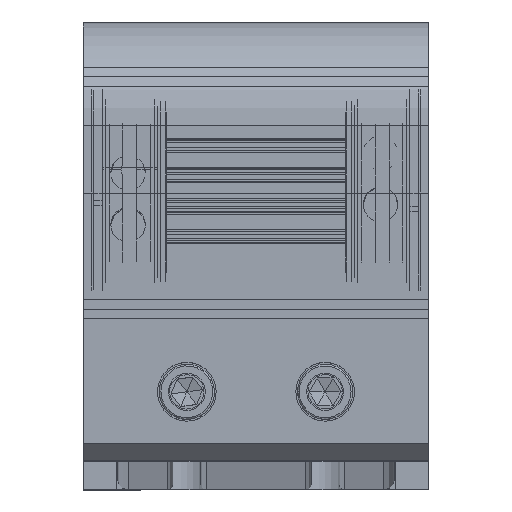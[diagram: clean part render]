
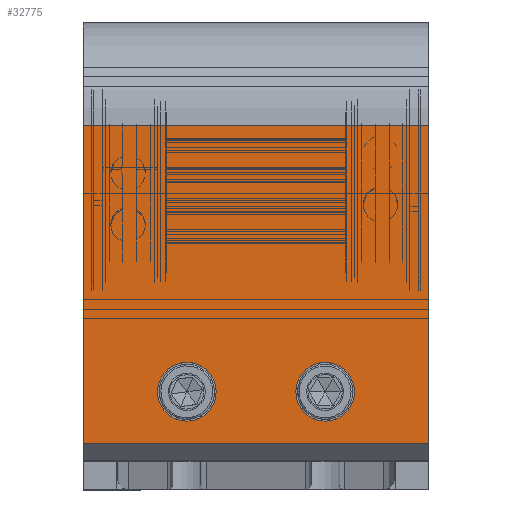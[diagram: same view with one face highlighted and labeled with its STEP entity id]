
A CAD part, top view. The second image highlights one B-rep face of the part: STEP entity #32775.
In plain terms, the highlighted planar face has unit normal (0, 0, 1).
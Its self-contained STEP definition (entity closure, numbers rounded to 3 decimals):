
#5531 = ORIENTED_EDGE ( 'NONE', *, *, #167691, .F. ) ;
#8637 = CIRCLE ( 'NONE', #352459, 8.5 ) ;
#8786 = CIRCLE ( 'NONE', #59709, 8.5 ) ;
#32775 = ADVANCED_FACE ( 'NONE', ( #304589, #142975, #264708 ), #386376, .F. ) ;
#36483 = DIRECTION ( 'NONE',  ( 0., -1., 0. ) ) ;
#38875 = VERTEX_POINT ( 'NONE', #254589 ) ;
#39840 = VERTEX_POINT ( 'NONE', #100699 ) ;
#40853 = VECTOR ( 'NONE', #88336, 1000. ) ;
#46866 = DIRECTION ( 'NONE',  ( 1., 0., 0. ) ) ;
#59709 = AXIS2_PLACEMENT_3D ( 'NONE', #108732, #258361, #314318 ) ;
#69797 = CARTESIAN_POINT ( 'NONE',  ( 180.158, 218.108, 657.202 ) ) ;
#72736 = EDGE_CURVE ( 'NONE', #224006, #270887, #213929, .T. ) ;
#74755 = AXIS2_PLACEMENT_3D ( 'NONE', #132764, #376059, #318314 ) ;
#79979 = CARTESIAN_POINT ( 'NONE',  ( 201.658, 295.108, 657.202 ) ) ;
#82391 = EDGE_CURVE ( 'NONE', #268541, #38875, #8786, .T. ) ;
#88336 = DIRECTION ( 'NONE',  ( 0., -1., 0. ) ) ;
#90571 = EDGE_LOOP ( 'NONE', ( #146300, #185705, #378864, #360842 ) ) ;
#97060 = VERTEX_POINT ( 'NONE', #69797 ) ;
#100668 = EDGE_CURVE ( 'NONE', #97060, #281252, #265732, .T. ) ;
#100699 = CARTESIAN_POINT ( 'NONE',  ( 101.658, 295.108, 657.202 ) ) ;
#108732 = CARTESIAN_POINT ( 'NONE',  ( 131.658, 218.108, 657.202 ) ) ;
#112568 = CARTESIAN_POINT ( 'NONE',  ( 171.658, 218.108, 657.202 ) ) ;
#118976 = DIRECTION ( 'NONE',  ( 1., 0., 0. ) ) ;
#120012 = CARTESIAN_POINT ( 'NONE',  ( 201.658, 295.108, 657.202 ) ) ;
#122320 = VECTOR ( 'NONE', #321310, 1000. ) ;
#132764 = CARTESIAN_POINT ( 'NONE',  ( 171.658, 218.108, 657.202 ) ) ;
#135935 = VECTOR ( 'NONE', #392625, 1000. ) ;
#142975 = FACE_BOUND ( 'NONE', #318174, .T. ) ;
#146300 = ORIENTED_EDGE ( 'NONE', *, *, #208231, .T. ) ;
#152892 = CARTESIAN_POINT ( 'NONE',  ( 201.658, 203.108, 657.202 ) ) ;
#167691 = EDGE_CURVE ( 'NONE', #38875, #268541, #8637, .T. ) ;
#178770 = CARTESIAN_POINT ( 'NONE',  ( 131.658, 218.108, 657.202 ) ) ;
#185705 = ORIENTED_EDGE ( 'NONE', *, *, #307464, .F. ) ;
#187961 = LINE ( 'NONE', #309712, #252235 ) ;
#195633 = LINE ( 'NONE', #79979, #122320 ) ;
#208004 = CARTESIAN_POINT ( 'NONE',  ( 201.658, 203.108, 657.202 ) ) ;
#208231 = EDGE_CURVE ( 'NONE', #39840, #267369, #187961, .T. ) ;
#211084 = LINE ( 'NONE', #237080, #135935 ) ;
#213929 = LINE ( 'NONE', #208004, #40853 ) ;
#224006 = VERTEX_POINT ( 'NONE', #120012 ) ;
#228309 = DIRECTION ( 'NONE',  ( 0., 0., 1. ) ) ;
#237080 = CARTESIAN_POINT ( 'NONE',  ( 201.658, 203.108, 657.202 ) ) ;
#239243 = EDGE_CURVE ( 'NONE', #224006, #39840, #195633, .T. ) ;
#245480 = CIRCLE ( 'NONE', #315553, 8.5 ) ;
#248473 = DIRECTION ( 'NONE',  ( 0., 0., -1. ) ) ;
#252235 = VECTOR ( 'NONE', #36483, 1000. ) ;
#254589 = CARTESIAN_POINT ( 'NONE',  ( 140.158, 218.108, 657.202 ) ) ;
#258361 = DIRECTION ( 'NONE',  ( 0., 0., 1. ) ) ;
#261510 = AXIS2_PLACEMENT_3D ( 'NONE', #152892, #248473, #308471 ) ;
#264708 = FACE_OUTER_BOUND ( 'NONE', #90571, .T. ) ;
#265732 = CIRCLE ( 'NONE', #74755, 8.5 ) ;
#267369 = VERTEX_POINT ( 'NONE', #331088 ) ;
#268541 = VERTEX_POINT ( 'NONE', #295087 ) ;
#270887 = VERTEX_POINT ( 'NONE', #377002 ) ;
#281252 = VERTEX_POINT ( 'NONE', #324221 ) ;
#295087 = CARTESIAN_POINT ( 'NONE',  ( 123.158, 218.108, 657.202 ) ) ;
#302431 = ORIENTED_EDGE ( 'NONE', *, *, #100668, .F. ) ;
#302638 = EDGE_CURVE ( 'NONE', #281252, #97060, #245480, .T. ) ;
#304589 = FACE_BOUND ( 'NONE', #305763, .T. ) ;
#305763 = EDGE_LOOP ( 'NONE', ( #5531, #373551 ) ) ;
#307464 = EDGE_CURVE ( 'NONE', #270887, #267369, #211084, .T. ) ;
#308471 = DIRECTION ( 'NONE',  ( 0., 1., 0. ) ) ;
#309712 = CARTESIAN_POINT ( 'NONE',  ( 101.658, 203.108, 657.202 ) ) ;
#314318 = DIRECTION ( 'NONE',  ( 1., 0., 0. ) ) ;
#315553 = AXIS2_PLACEMENT_3D ( 'NONE', #112568, #228309, #46866 ) ;
#318174 = EDGE_LOOP ( 'NONE', ( #302431, #337607 ) ) ;
#318314 = DIRECTION ( 'NONE',  ( 1., 0., 0. ) ) ;
#321310 = DIRECTION ( 'NONE',  ( -1., 0., 0. ) ) ;
#324221 = CARTESIAN_POINT ( 'NONE',  ( 163.158, 218.108, 657.202 ) ) ;
#331088 = CARTESIAN_POINT ( 'NONE',  ( 101.658, 203.108, 657.202 ) ) ;
#337607 = ORIENTED_EDGE ( 'NONE', *, *, #302638, .F. ) ;
#352459 = AXIS2_PLACEMENT_3D ( 'NONE', #178770, #392178, #118976 ) ;
#360842 = ORIENTED_EDGE ( 'NONE', *, *, #239243, .T. ) ;
#373551 = ORIENTED_EDGE ( 'NONE', *, *, #82391, .F. ) ;
#376059 = DIRECTION ( 'NONE',  ( 0., 0., 1. ) ) ;
#377002 = CARTESIAN_POINT ( 'NONE',  ( 201.658, 203.108, 657.202 ) ) ;
#378864 = ORIENTED_EDGE ( 'NONE', *, *, #72736, .F. ) ;
#386376 = PLANE ( 'NONE',  #261510 ) ;
#392178 = DIRECTION ( 'NONE',  ( 0., 0., 1. ) ) ;
#392625 = DIRECTION ( 'NONE',  ( -1., 0., 0. ) ) ;
